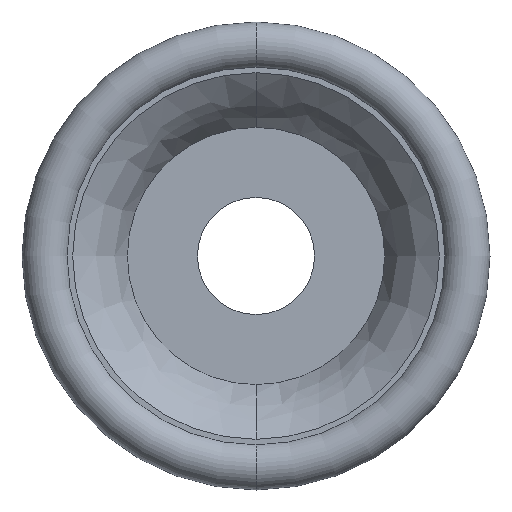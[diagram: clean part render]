
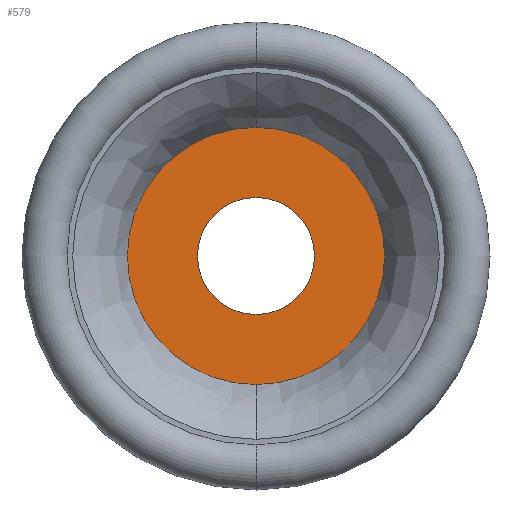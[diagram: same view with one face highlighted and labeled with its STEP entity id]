
A CAD part, front view. The second image highlights one B-rep face of the part: STEP entity #579.
In plain terms, the highlighted planar face has unit normal (0, -1, 0).
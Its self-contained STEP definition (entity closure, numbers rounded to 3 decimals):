
#30 = ORIENTED_EDGE ( 'NONE', *, *, #313, .F. ) ;
#50 = DIRECTION ( 'NONE',  ( 0., 1., 0. ) ) ;
#73 = PLANE ( 'NONE',  #171 ) ;
#82 = DIRECTION ( 'NONE',  ( 0., -1., 0. ) ) ;
#83 = CARTESIAN_POINT ( 'NONE',  ( 0., 33., -20. ) ) ;
#109 = CARTESIAN_POINT ( 'NONE',  ( 0., 33., -44. ) ) ;
#112 = EDGE_LOOP ( 'NONE', ( #30, #276 ) ) ;
#165 = DIRECTION ( 'NONE',  ( 0., 0., -1. ) ) ;
#171 = AXIS2_PLACEMENT_3D ( 'NONE', #626, #82, #165 ) ;
#193 = FACE_OUTER_BOUND ( 'NONE', #433, .T. ) ;
#202 = ORIENTED_EDGE ( 'NONE', *, *, #346, .F. ) ;
#213 = VERTEX_POINT ( 'NONE', #83 ) ;
#244 = EDGE_CURVE ( 'NONE', #213, #280, #763, .T. ) ;
#259 = CIRCLE ( 'NONE', #971, 44. ) ;
#276 = ORIENTED_EDGE ( 'NONE', *, *, #244, .F. ) ;
#280 = VERTEX_POINT ( 'NONE', #394 ) ;
#284 = DIRECTION ( 'NONE',  ( 0., 0., -1. ) ) ;
#313 = EDGE_CURVE ( 'NONE', #280, #213, #732, .T. ) ;
#325 = CARTESIAN_POINT ( 'NONE',  ( 0., 33., 0. ) ) ;
#334 = CARTESIAN_POINT ( 'NONE',  ( 0., 33., 44. ) ) ;
#346 = EDGE_CURVE ( 'NONE', #962, #486, #960, .T. ) ;
#347 = FACE_BOUND ( 'NONE', #112, .T. ) ;
#361 = AXIS2_PLACEMENT_3D ( 'NONE', #325, #50, #284 ) ;
#394 = CARTESIAN_POINT ( 'NONE',  ( 0., 33., 20. ) ) ;
#433 = EDGE_LOOP ( 'NONE', ( #515, #202 ) ) ;
#463 = DIRECTION ( 'NONE',  ( 0., 1., 0. ) ) ;
#486 = VERTEX_POINT ( 'NONE', #334 ) ;
#515 = ORIENTED_EDGE ( 'NONE', *, *, #705, .F. ) ;
#550 = DIRECTION ( 'NONE',  ( 0., 0., -1. ) ) ;
#552 = CARTESIAN_POINT ( 'NONE',  ( 0., 33., 0. ) ) ;
#559 = DIRECTION ( 'NONE',  ( 0., -1., 0. ) ) ;
#579 = ADVANCED_FACE ( 'NONE', ( #347, #193 ), #73, .T. ) ;
#581 = AXIS2_PLACEMENT_3D ( 'NONE', #552, #559, #627 ) ;
#626 = CARTESIAN_POINT ( 'NONE',  ( 31.85, 33., 0. ) ) ;
#627 = DIRECTION ( 'NONE',  ( 0., 0., -1. ) ) ;
#705 = EDGE_CURVE ( 'NONE', #486, #962, #259, .T. ) ;
#732 = CIRCLE ( 'NONE', #581, 20. ) ;
#763 = CIRCLE ( 'NONE', #863, 20. ) ;
#796 = DIRECTION ( 'NONE',  ( 0., 0., -1. ) ) ;
#861 = CARTESIAN_POINT ( 'NONE',  ( 0., 33., 0. ) ) ;
#863 = AXIS2_PLACEMENT_3D ( 'NONE', #861, #938, #796 ) ;
#870 = CARTESIAN_POINT ( 'NONE',  ( 0., 33., 0. ) ) ;
#938 = DIRECTION ( 'NONE',  ( 0., -1., 0. ) ) ;
#960 = CIRCLE ( 'NONE', #361, 44. ) ;
#962 = VERTEX_POINT ( 'NONE', #109 ) ;
#971 = AXIS2_PLACEMENT_3D ( 'NONE', #870, #463, #550 ) ;
